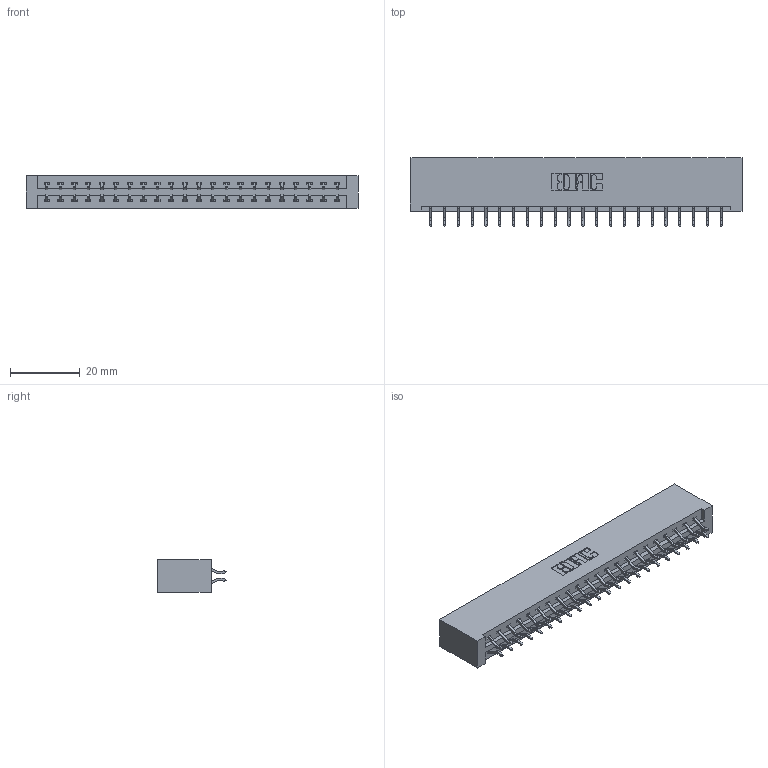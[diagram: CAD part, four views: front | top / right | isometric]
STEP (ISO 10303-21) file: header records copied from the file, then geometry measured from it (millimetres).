
FILE_DESCRIPTION (( 'STEP AP203' ), '1' );
FILE_NAME ('387-044-556-201.STEP', '2019-10-18T06:16:54', ( '' ), ( '' ), 'SwSTEP 2.0', 'SolidWorks 2016', '' );
FILE_SCHEMA (( 'CONFIG_CONTROL_DESIGN' ));
Length unit declared in the file: inch
Products named in the file (3): 337 Part_No Mounting Lugs; 387-044-556-201; 345-292-001_556 Tail
Assembly tree (45 placements, depth 2):
  387-044-556-201
    337 Part_No Mounting Lugs
    345-292-001_556 Tail  x44
Bounding box: 95.05 x 19.57 x 9.4 mm (x, y, z)
Volume: 10509.6 mm3; surface area: 11696.5 mm2
Topology: 45 solids, 45 shells, 2746 faces, 8163 edges, 5382 vertices
Faces by surface type: plane 1914, cylinder 832
Entity records: 19587 total; most frequent: CARTESIAN_POINT 3330, ORIENTED_EDGE 3254, DIRECTION 2851, EDGE_CURVE 1627, VECTOR 1499, LINE 1499, VERTEX_POINT 1082, AXIS2_PLACEMENT_3D 676
